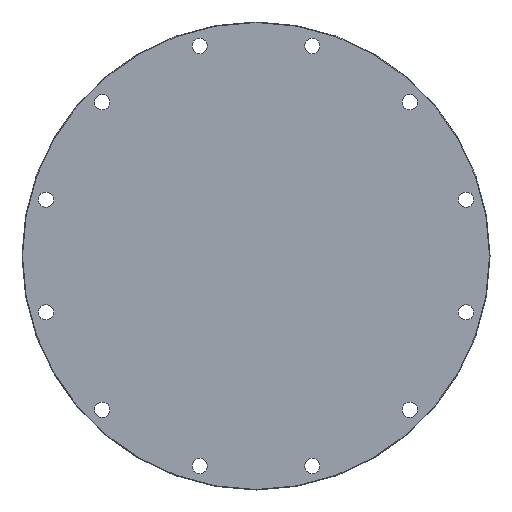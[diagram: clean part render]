
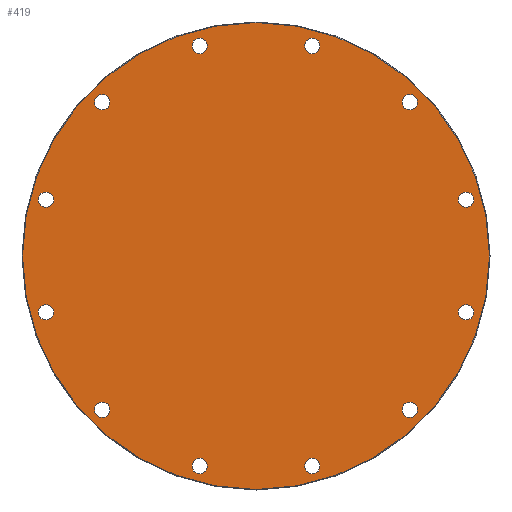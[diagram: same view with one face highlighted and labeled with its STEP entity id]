
A CAD part, left-side view. The second image highlights one B-rep face of the part: STEP entity #419.
In plain terms, the highlighted planar face has unit normal (-1, 0, 0).
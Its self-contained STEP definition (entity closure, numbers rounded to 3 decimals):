
#15=FACE_BOUND('',#83,.T.);
#16=FACE_BOUND('',#84,.T.);
#17=FACE_BOUND('',#85,.T.);
#18=FACE_BOUND('',#86,.T.);
#19=FACE_BOUND('',#87,.T.);
#20=FACE_BOUND('',#88,.T.);
#21=FACE_BOUND('',#89,.T.);
#22=FACE_BOUND('',#90,.T.);
#23=FACE_BOUND('',#91,.T.);
#24=FACE_BOUND('',#92,.T.);
#25=FACE_BOUND('',#93,.T.);
#26=FACE_BOUND('',#94,.T.);
#41=PLANE('',#489);
#61=FACE_OUTER_BOUND('',#82,.T.);
#82=EDGE_LOOP('',(#339));
#83=EDGE_LOOP('',(#340));
#84=EDGE_LOOP('',(#341));
#85=EDGE_LOOP('',(#342));
#86=EDGE_LOOP('',(#343));
#87=EDGE_LOOP('',(#344));
#88=EDGE_LOOP('',(#345));
#89=EDGE_LOOP('',(#346));
#90=EDGE_LOOP('',(#347));
#91=EDGE_LOOP('',(#348));
#92=EDGE_LOOP('',(#349));
#93=EDGE_LOOP('',(#350));
#94=EDGE_LOOP('',(#351));
#150=CIRCLE('',#448,7.);
#152=CIRCLE('',#451,7.);
#154=CIRCLE('',#454,7.);
#156=CIRCLE('',#457,7.);
#158=CIRCLE('',#460,7.);
#160=CIRCLE('',#463,7.);
#162=CIRCLE('',#466,7.);
#164=CIRCLE('',#469,7.);
#166=CIRCLE('',#472,7.);
#168=CIRCLE('',#475,7.);
#170=CIRCLE('',#478,7.);
#172=CIRCLE('',#481,7.);
#173=CIRCLE('',#483,212.);
#188=VERTEX_POINT('',#646);
#190=VERTEX_POINT('',#652);
#192=VERTEX_POINT('',#658);
#194=VERTEX_POINT('',#664);
#196=VERTEX_POINT('',#670);
#198=VERTEX_POINT('',#676);
#200=VERTEX_POINT('',#682);
#202=VERTEX_POINT('',#688);
#204=VERTEX_POINT('',#694);
#206=VERTEX_POINT('',#700);
#208=VERTEX_POINT('',#706);
#210=VERTEX_POINT('',#712);
#211=VERTEX_POINT('',#716);
#227=EDGE_CURVE('',#188,#188,#150,.T.);
#230=EDGE_CURVE('',#190,#190,#152,.T.);
#233=EDGE_CURVE('',#192,#192,#154,.T.);
#236=EDGE_CURVE('',#194,#194,#156,.T.);
#239=EDGE_CURVE('',#196,#196,#158,.T.);
#242=EDGE_CURVE('',#198,#198,#160,.T.);
#245=EDGE_CURVE('',#200,#200,#162,.T.);
#248=EDGE_CURVE('',#202,#202,#164,.T.);
#251=EDGE_CURVE('',#204,#204,#166,.T.);
#254=EDGE_CURVE('',#206,#206,#168,.T.);
#257=EDGE_CURVE('',#208,#208,#170,.T.);
#260=EDGE_CURVE('',#210,#210,#172,.T.);
#261=EDGE_CURVE('',#211,#211,#173,.T.);
#339=ORIENTED_EDGE('',*,*,#261,.F.);
#340=ORIENTED_EDGE('',*,*,#227,.T.);
#341=ORIENTED_EDGE('',*,*,#230,.T.);
#342=ORIENTED_EDGE('',*,*,#233,.T.);
#343=ORIENTED_EDGE('',*,*,#236,.T.);
#344=ORIENTED_EDGE('',*,*,#239,.T.);
#345=ORIENTED_EDGE('',*,*,#242,.T.);
#346=ORIENTED_EDGE('',*,*,#245,.T.);
#347=ORIENTED_EDGE('',*,*,#248,.T.);
#348=ORIENTED_EDGE('',*,*,#251,.T.);
#349=ORIENTED_EDGE('',*,*,#254,.T.);
#350=ORIENTED_EDGE('',*,*,#257,.T.);
#351=ORIENTED_EDGE('',*,*,#260,.T.);
#419=ADVANCED_FACE('',(#61,#15,#16,#17,#18,#19,#20,#21,#22,#23,#24,#25,
#26),#41,.T.);
#448=AXIS2_PLACEMENT_3D('',#648,#512,#513);
#451=AXIS2_PLACEMENT_3D('',#654,#519,#520);
#454=AXIS2_PLACEMENT_3D('',#660,#526,#527);
#457=AXIS2_PLACEMENT_3D('',#666,#533,#534);
#460=AXIS2_PLACEMENT_3D('',#672,#540,#541);
#463=AXIS2_PLACEMENT_3D('',#678,#547,#548);
#466=AXIS2_PLACEMENT_3D('',#684,#554,#555);
#469=AXIS2_PLACEMENT_3D('',#690,#561,#562);
#472=AXIS2_PLACEMENT_3D('',#696,#568,#569);
#475=AXIS2_PLACEMENT_3D('',#702,#575,#576);
#478=AXIS2_PLACEMENT_3D('',#708,#582,#583);
#481=AXIS2_PLACEMENT_3D('',#714,#589,#590);
#483=AXIS2_PLACEMENT_3D('',#717,#593,#594);
#489=AXIS2_PLACEMENT_3D('',#729,#607,#608);
#512=DIRECTION('center_axis',(1.,0.,0.));
#513=DIRECTION('ref_axis',(0.,-0.5,0.866));
#519=DIRECTION('center_axis',(1.,0.,0.));
#520=DIRECTION('ref_axis',(0.,-0.866,0.5));
#526=DIRECTION('center_axis',(1.,0.,0.));
#527=DIRECTION('ref_axis',(0.,-1.,0.));
#533=DIRECTION('center_axis',(1.,0.,0.));
#534=DIRECTION('ref_axis',(0.,-0.866,-0.5));
#540=DIRECTION('center_axis',(1.,0.,0.));
#541=DIRECTION('ref_axis',(0.,-0.5,-0.866));
#547=DIRECTION('center_axis',(1.,0.,0.));
#548=DIRECTION('ref_axis',(0.,0.,-1.));
#554=DIRECTION('center_axis',(1.,0.,0.));
#555=DIRECTION('ref_axis',(0.,0.5,-0.866));
#561=DIRECTION('center_axis',(1.,0.,0.));
#562=DIRECTION('ref_axis',(0.,0.866,-0.5));
#568=DIRECTION('center_axis',(1.,0.,0.));
#569=DIRECTION('ref_axis',(0.,1.,0.));
#575=DIRECTION('center_axis',(1.,0.,0.));
#576=DIRECTION('ref_axis',(0.,0.866,0.5));
#582=DIRECTION('center_axis',(1.,0.,0.));
#583=DIRECTION('ref_axis',(0.,0.5,0.866));
#589=DIRECTION('center_axis',(1.,0.,0.));
#590=DIRECTION('ref_axis',(0.,0.,1.));
#593=DIRECTION('center_axis',(1.,0.,0.));
#594=DIRECTION('ref_axis',(0.,0.,-1.));
#607=DIRECTION('center_axis',(-1.,0.,0.));
#608=DIRECTION('ref_axis',(0.,0.,1.));
#646=CARTESIAN_POINT('',(-3.,-47.617,184.708));
#648=CARTESIAN_POINT('Origin',(-3.,-51.117,190.77));
#652=CARTESIAN_POINT('',(-3.,-133.591,136.154));
#654=CARTESIAN_POINT('Origin',(-3.,-139.654,139.654));
#658=CARTESIAN_POINT('',(-3.,-183.77,51.117));
#660=CARTESIAN_POINT('Origin',(-3.,-190.77,51.117));
#664=CARTESIAN_POINT('',(-3.,-184.708,-47.617));
#666=CARTESIAN_POINT('Origin',(-3.,-190.77,-51.117));
#670=CARTESIAN_POINT('',(-3.,-136.154,-133.591));
#672=CARTESIAN_POINT('Origin',(-3.,-139.654,-139.654));
#676=CARTESIAN_POINT('',(-3.,-51.117,-183.77));
#678=CARTESIAN_POINT('Origin',(-3.,-51.117,-190.77));
#682=CARTESIAN_POINT('',(-3.,47.617,-184.708));
#684=CARTESIAN_POINT('Origin',(-3.,51.117,-190.77));
#688=CARTESIAN_POINT('',(-3.,133.591,-136.154));
#690=CARTESIAN_POINT('Origin',(-3.,139.654,-139.654));
#694=CARTESIAN_POINT('',(-3.,183.77,-51.117));
#696=CARTESIAN_POINT('Origin',(-3.,190.77,-51.117));
#700=CARTESIAN_POINT('',(-3.,184.708,47.617));
#702=CARTESIAN_POINT('Origin',(-3.,190.77,51.117));
#706=CARTESIAN_POINT('',(-3.,136.154,133.591));
#708=CARTESIAN_POINT('Origin',(-3.,139.654,139.654));
#712=CARTESIAN_POINT('',(-3.,51.117,183.77));
#714=CARTESIAN_POINT('Origin',(-3.,51.117,190.77));
#716=CARTESIAN_POINT('',(-3.,0.,212.));
#717=CARTESIAN_POINT('Origin',(-3.,0.,0.));
#729=CARTESIAN_POINT('Origin',(-3.,0.,0.));
